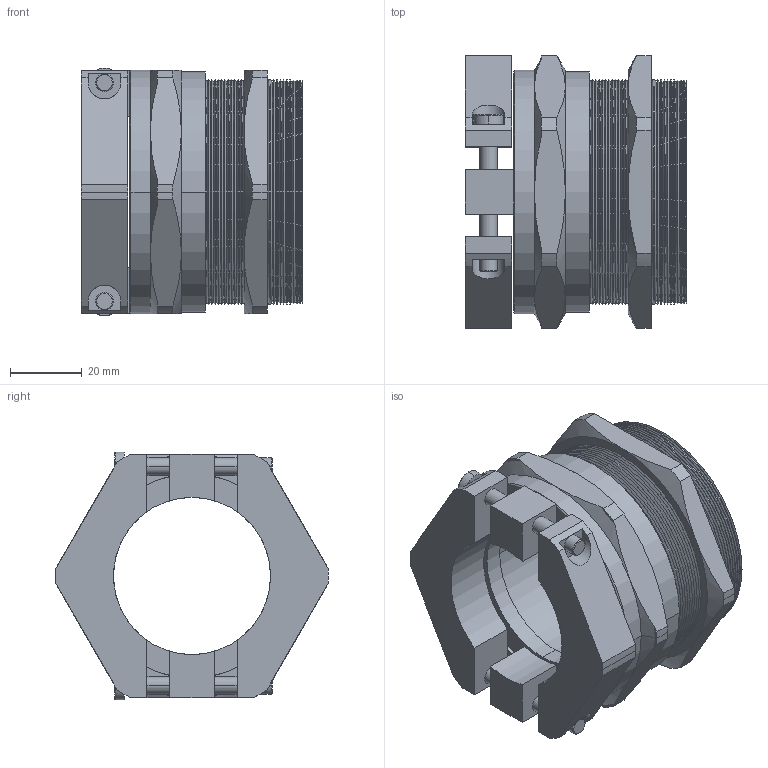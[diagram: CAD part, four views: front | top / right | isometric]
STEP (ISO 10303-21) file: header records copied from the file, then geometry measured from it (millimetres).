
FILE_DESCRIPTION (( 'STEP AP203' ), '1' );
FILE_NAME ('CD63MA-MZ.STEP', '2008-05-29T15:08:16', ( 'Baystate01' ), ( 'Baystate' ), 'SwSTEP 2.0', 'SolidWorks 2007', '' );
FILE_SCHEMA (( 'CONFIG_CONTROL_DESIGN' ));
Length unit declared in the file: inch
Products named in the file (1): CD63MA-MZ
Bounding box: 61.95 x 76.24 x 69.33 mm (x, y, z)
Volume: 118734.2 mm3; surface area: 41259.5 mm2
Topology: 3 solids, 3 shells, 313 faces, 768 edges, 471 vertices
Faces by surface type: cone 139, cylinder 82, plane 82, torus 10
Entity records: 9532 total; most frequent: CARTESIAN_POINT 1857, DIRECTION 1727, ORIENTED_EDGE 1536, EDGE_CURVE 768, AXIS2_PLACEMENT_3D 693, VERTEX_POINT 471, CIRCLE 379, VECTOR 341
